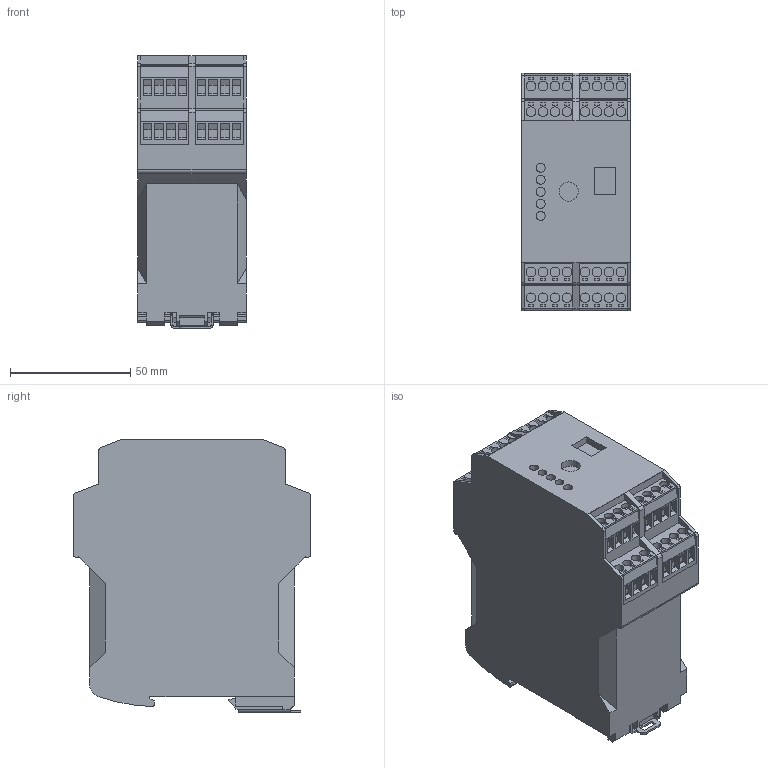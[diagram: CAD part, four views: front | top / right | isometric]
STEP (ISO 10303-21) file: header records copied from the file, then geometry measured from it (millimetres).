
FILE_DESCRIPTION(/* description */ ('STEP AP242','CAx-IF Rec.Pracs.---Representation and Presentation of Product Manufacturing Information (PMI)---4.0---2014-10-13','CAx-IF Rec.Pracs.---3D Tessellated Geometry---0.4---2014-09-14','2;1'),/* implementation_level */ '2;1');
FILE_NAME(/* name */ 'eaton-esr5_nv3_300-3d-model',/* time_stamp */ '2024-07-22T10:18:37+02:00',/* author */ ('License CC BY-ND 4.0'),/* organization */ ('CADENAS'),/* preprocessor_version */ 'ST-DEVELOPER v19.3',/* originating_system */ 'PARTsolutions',/* authorisation */ ' ');
FILE_SCHEMA (('AP242_MANAGED_MODEL_BASED_3D_ENGINEERING_MIM_LF { 1 0 10303 442 1 1 4 }'));
Length unit declared in the file: millimetre
Products named in the file (1): 171858_(index)
Bounding box: 45.2 x 99 x 113.6 mm (x, y, z)
Volume: 420726.8 mm3; surface area: 41244.8 mm2
Topology: 1 solids, 1 shells, 706 faces, 1781 edges, 1180 vertices
Faces by surface type: plane 642, cylinder 64
Full cylindrical faces by diameter (mm): 3.7 x5, 4 x32, 8 x1
Entity records: 20661 total; most frequent: CARTESIAN_POINT 3630, ORIENTED_EDGE 3486, DIRECTION 3293, EDGE_CURVE 1743, LINE 1607, VECTOR 1607, VERTEX_POINT 1180, EDGE_LOOP 849
